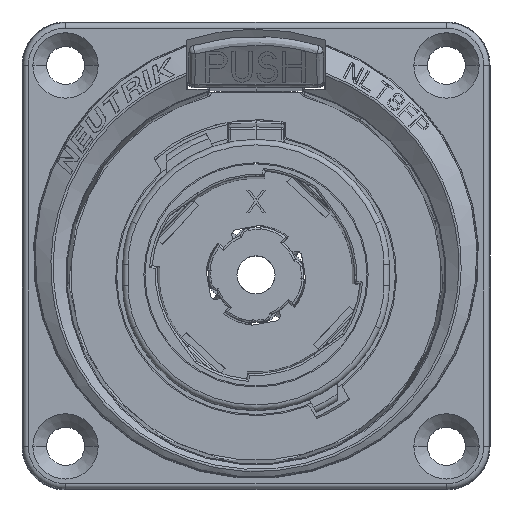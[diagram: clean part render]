
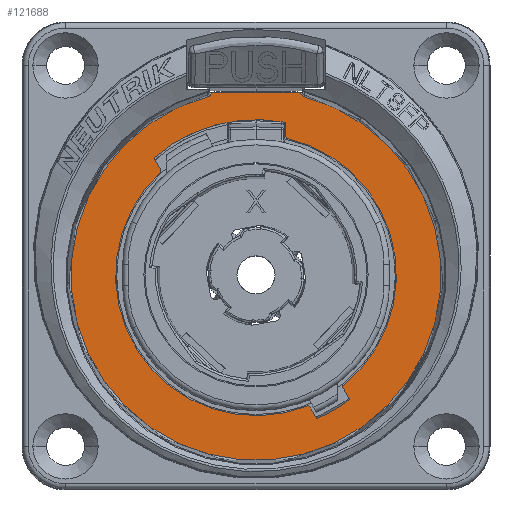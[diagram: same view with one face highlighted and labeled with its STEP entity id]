
A CAD part, top view. The second image highlights one B-rep face of the part: STEP entity #121688.
In plain terms, the highlighted planar face has unit normal (0, 0, 1).
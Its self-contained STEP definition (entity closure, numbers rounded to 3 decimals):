
#102106=CARTESIAN_POINT('',(0.,0.,-12.2));
#102107=DIRECTION('',(0.,0.,-1.));
#102108=DIRECTION('',(-0.648,0.761,0.));
#102109=AXIS2_PLACEMENT_3D('',#102106,#102107,#102108);
#102134=CARTESIAN_POINT('',(2.586,14.064,-12.2));
#102135=CARTESIAN_POINT('',(2.61,14.06,-12.2));
#102136=CARTESIAN_POINT('',(2.652,14.044,-12.2));
#102137=CARTESIAN_POINT('',(2.707,13.999,-12.2));
#102138=CARTESIAN_POINT('',(2.742,13.936,-12.2));
#102139=CARTESIAN_POINT('',(2.75,13.891,-12.2));
#102140=CARTESIAN_POINT('',(2.75,13.868,-12.2));
#102142=CARTESIAN_POINT('',(2.75,13.868,-12.2));
#102158=CARTESIAN_POINT('',(4.397,16.423,
-12.2));
#102159=CARTESIAN_POINT('',(4.359,16.434,
-12.2));
#102160=CARTESIAN_POINT('',(4.292,16.463,
-12.2));
#102161=CARTESIAN_POINT('',(4.21,16.528,
-12.2));
#102162=CARTESIAN_POINT('',(4.153,16.604,
-12.2));
#102163=CARTESIAN_POINT('',(4.118,16.683,
-12.2));
#102164=CARTESIAN_POINT('',(4.107,16.734,
-12.2));
#102165=CARTESIAN_POINT('',(4.103,16.759,
-12.2));
#102167=CARTESIAN_POINT('',(0.,0.,-12.2));
#102168=DIRECTION('',(0.,0.,1.));
#102169=DIRECTION('',(-0.259,0.966,0.));
#102170=AXIS2_PLACEMENT_3D('',#102167,#102168,#102169);
#102172=CARTESIAN_POINT('',(-4.103,16.759,
-12.2));
#102173=CARTESIAN_POINT('',(-4.108,16.719,
-12.2));
#102174=CARTESIAN_POINT('',(-4.13,16.644,
-12.2));
#102175=CARTESIAN_POINT('',(-4.194,16.543,
-12.2));
#102176=CARTESIAN_POINT('',(-4.285,16.466,
-12.2));
#102177=CARTESIAN_POINT('',(-4.357,16.434,
-12.2));
#102178=CARTESIAN_POINT('',(-4.397,16.423,
-12.2));
#102180=DIRECTION('',(1.,0.,0.));
#102181=VECTOR('',#102180,8.207);
#102182=CARTESIAN_POINT('',(-4.103,16.759,
-12.2));
#102183=LINE('',#102182,#102181);
#102184=DIRECTION('',(0.5,-0.866,
0.));
#102185=VECTOR('',#102184,1.104);
#102186=CARTESIAN_POINT('',(-9.315,10.635,-12.2));
#102187=LINE('',#102186,#102185);
#102188=CARTESIAN_POINT('',(-8.8,9.432,-12.2));
#102189=CARTESIAN_POINT('',(-8.783,9.448,-12.2));
#102190=CARTESIAN_POINT('',(-8.757,9.483,-12.2));
#102191=CARTESIAN_POINT('',(-8.735,9.547,-12.2));
#102192=CARTESIAN_POINT('',(-8.736,9.617,-12.2));
#102193=CARTESIAN_POINT('',(-8.752,9.658,-12.2));
#102194=CARTESIAN_POINT('',(-8.763,9.679,-12.2));
#102196=CARTESIAN_POINT('',(4.961,-12.094,-12.2));
#102197=CARTESIAN_POINT('',(4.949,-12.072,-12.2));
#102198=CARTESIAN_POINT('',(4.919,-12.037,-12.2));
#102199=CARTESIAN_POINT('',(4.855,-12.,-12.2));
#102200=CARTESIAN_POINT('',(4.783,-11.99,-12.2));
#102201=CARTESIAN_POINT('',(4.738,-11.998,-12.2));
#102202=CARTESIAN_POINT('',(4.715,-12.007,-12.2));
#102204=DIRECTION('',(0.5,-0.866,0.));
#102205=VECTOR('',#102204,1.238);
#102206=CARTESIAN_POINT('',(4.961,-12.094,-12.2));
#102207=LINE('',#102206,#102205);
#102208=CARTESIAN_POINT('',(0.,0.,-12.2));
#102209=DIRECTION('',(0.,0.,1.));
#102210=DIRECTION('',(0.39,-0.921,0.));
#102211=AXIS2_PLACEMENT_3D('',#102208,#102209,#102210);
#102213=DIRECTION('',(-0.5,0.866,
0.));
#102214=VECTOR('',#102213,1.238);
#102215=CARTESIAN_POINT('',(8.612,-11.416,-12.2));
#102216=LINE('',#102215,#102214);
#102217=CARTESIAN_POINT('',(8.041,-10.087,
-12.2));
#102218=CARTESIAN_POINT('',(8.022,-10.102,
-12.2));
#102219=CARTESIAN_POINT('',(7.992,-10.137,-12.2));
#102220=CARTESIAN_POINT('',(7.965,-10.204,-12.2));
#102221=CARTESIAN_POINT('',(7.964,-10.278,-12.2));
#102222=CARTESIAN_POINT('',(7.98,-10.322,-12.2));
#102223=CARTESIAN_POINT('',(7.993,-10.344,-12.2));
#102225=CARTESIAN_POINT('',(2.75,12.763,-12.2));
#102226=CARTESIAN_POINT('',(2.75,12.741,-12.2));
#102227=CARTESIAN_POINT('',(2.757,12.697,-12.2));
#102228=CARTESIAN_POINT('',(2.79,12.637,-12.2));
#102229=CARTESIAN_POINT('',(2.842,12.591,-12.2));
#102230=CARTESIAN_POINT('',(2.883,12.574,-12.2));
#102231=CARTESIAN_POINT('',(2.905,12.569,-12.2));
#102233=DIRECTION('',(0.,1.,0.));
#102234=VECTOR('',#102233,1.104);
#102235=CARTESIAN_POINT('',(2.75,12.763,-12.2));
#102236=LINE('',#102235,#102234);
#102237=CARTESIAN_POINT('',(4.103,16.759,
-12.2));
#102323=CARTESIAN_POINT('',(-4.103,16.759,
-12.2));
#102356=CARTESIAN_POINT('',(-9.315,10.635,-12.2));
#102357=CARTESIAN_POINT('',(-9.327,10.655,-12.2));
#102358=CARTESIAN_POINT('',(-9.343,10.698,-12.2));
#102359=CARTESIAN_POINT('',(-9.344,10.769,-12.2));
#102360=CARTESIAN_POINT('',(-9.319,10.836,-12.2));
#102361=CARTESIAN_POINT('',(-9.29,10.871,-12.2));
#102362=CARTESIAN_POINT('',(-9.272,10.887,-12.2));
#102392=CARTESIAN_POINT('',(0.,0.,-12.2));
#102393=DIRECTION('',(0.,0.,-1.));
#102394=DIRECTION('',(0.366,-0.931,0.));
#102395=AXIS2_PLACEMENT_3D('',#102392,#102393,#102394);
#102405=CARTESIAN_POINT('',(0.,0.,-12.2));
#102406=DIRECTION('',(0.,0.,-1.));
#102407=DIRECTION('',(0.225,0.974,0.));
#102408=AXIS2_PLACEMENT_3D('',#102405,#102406,#102407);
#103819=VERTEX_POINT('',#102323);
#103820=VERTEX_POINT('',#102237);
#103830=VERTEX_POINT('',#102225);
#103831=VERTEX_POINT('',#102231);
#104005=VERTEX_POINT('',#102142);
#104006=CARTESIAN_POINT('',(2.586,14.064,-12.2));
#104007=VERTEX_POINT('',#104006);
#104019=VERTEX_POINT('',#102356);
#104020=VERTEX_POINT('',#102362);
#104809=CARTESIAN_POINT('',(8.041,-10.087,-12.2));
#104810=VERTEX_POINT('',#104809);
#104815=CARTESIAN_POINT('',(4.715,-12.007,-12.2));
#104816=CARTESIAN_POINT('',(-8.8,9.432,-12.2));
#104817=VERTEX_POINT('',#104815);
#104818=VERTEX_POINT('',#104816);
#104997=CARTESIAN_POINT('',(5.581,-13.166,-12.2));
#104998=CARTESIAN_POINT('',(8.612,-11.416,-12.2));
#104999=VERTEX_POINT('',#104997);
#105000=VERTEX_POINT('',#104998);
#105001=VERTEX_POINT('',#102196);
#105002=VERTEX_POINT('',#102223);
#105003=VERTEX_POINT('',#102194);
#105014=VERTEX_POINT('',#102158);
#105015=CARTESIAN_POINT('',(-4.397,16.423,-12.2));
#105016=VERTEX_POINT('',#105015);
#121647=CARTESIAN_POINT('',(0.,0.,-12.2));
#121648=DIRECTION('',(0.,0.,-1.));
#121649=DIRECTION('',(0.,-1.,0.));
#121650=AXIS2_PLACEMENT_3D('',#121647,#121648,#121649);
#121651=PLANE('',#121650);
#121653=ORIENTED_EDGE('',*,*,#121652,.F.);
#121655=ORIENTED_EDGE('',*,*,#121654,.F.);
#121657=ORIENTED_EDGE('',*,*,#121656,.F.);
#121658=ORIENTED_EDGE('',*,*,#118009,.T.);
#121659=EDGE_LOOP('',(#121653,#121655,#121657,#121658));
#121660=FACE_OUTER_BOUND('',#121659,.F.);
#121661=ORIENTED_EDGE('',*,*,#121541,.F.);
#121663=ORIENTED_EDGE('',*,*,#121662,.F.);
#121665=ORIENTED_EDGE('',*,*,#121664,.T.);
#121667=ORIENTED_EDGE('',*,*,#121666,.F.);
#121669=ORIENTED_EDGE('',*,*,#121668,.F.);
#121671=ORIENTED_EDGE('',*,*,#121670,.F.);
#121673=ORIENTED_EDGE('',*,*,#121672,.T.);
#121675=ORIENTED_EDGE('',*,*,#121674,.T.);
#121677=ORIENTED_EDGE('',*,*,#121676,.T.);
#121679=ORIENTED_EDGE('',*,*,#121678,.F.);
#121681=ORIENTED_EDGE('',*,*,#121680,.F.);
#121683=ORIENTED_EDGE('',*,*,#121682,.F.);
#121684=ORIENTED_EDGE('',*,*,#121638,.T.);
#121685=ORIENTED_EDGE('',*,*,#121627,.F.);
#121686=EDGE_LOOP('',(#121661,#121663,#121665,#121667,#121669,#121671,#121673,
#121675,#121677,#121679,#121681,#121683,#121684,#121685));
#121687=FACE_BOUND('',#121686,.F.);
#121688=ADVANCED_FACE('',(#121660,#121687),#121651,.F.);
#102110=CIRCLE('',#102109,14.3);
#102141=B_SPLINE_CURVE_WITH_KNOTS('',3,(#102134,#102135,#102136,#102137,#102138,
#102139,#102140),.UNSPECIFIED.,.F.,.F.,(4,1,1,1,4),(0.,0.25,0.5,0.75,
1.),.UNSPECIFIED.);
#102166=B_SPLINE_CURVE_WITH_KNOTS('',3,(#102158,#102159,#102160,#102161,#102162,
#102163,#102164,#102165),.UNSPECIFIED.,.F.,.F.,(4,1,1,1,1,4),(0.,0.2,0.4,
0.6,0.8,1.),.UNSPECIFIED.);
#102171=CIRCLE('',#102170,17.002);
#102179=B_SPLINE_CURVE_WITH_KNOTS('',3,(#102172,#102173,#102174,#102175,#102176,
#102177,#102178),.UNSPECIFIED.,.F.,.F.,(4,1,1,1,4),(0.,0.25,0.5,0.75,
1.),.UNSPECIFIED.);
#102195=B_SPLINE_CURVE_WITH_KNOTS('',3,(#102188,#102189,#102190,#102191,#102192,
#102193,#102194),.UNSPECIFIED.,.F.,.F.,(4,1,1,1,4),(0.,0.25,0.5,0.75,
1.),.UNSPECIFIED.);
#102203=B_SPLINE_CURVE_WITH_KNOTS('',3,(#102196,#102197,#102198,#102199,#102200,
#102201,#102202),.UNSPECIFIED.,.F.,.F.,(4,1,1,1,4),(0.,0.25,0.5,0.75,
1.),.UNSPECIFIED.);
#102212=CIRCLE('',#102211,14.3);
#102224=B_SPLINE_CURVE_WITH_KNOTS('',3,(#102217,#102218,#102219,#102220,#102221,
#102222,#102223),.UNSPECIFIED.,.F.,.F.,(4,1,1,1,4),(0.,0.25,0.5,0.75,
1.),.UNSPECIFIED.);
#102232=B_SPLINE_CURVE_WITH_KNOTS('',3,(#102225,#102226,#102227,#102228,#102229,
#102230,#102231),.UNSPECIFIED.,.F.,.F.,(4,1,1,1,4),(0.,0.25,0.5,0.75,
1.),.UNSPECIFIED.);
#102363=B_SPLINE_CURVE_WITH_KNOTS('',3,(#102356,#102357,#102358,#102359,#102360,
#102361,#102362),.UNSPECIFIED.,.F.,.F.,(4,1,1,1,4),(0.,0.25,0.5,0.75,
1.),.UNSPECIFIED.);
#102396=CIRCLE('',#102395,12.9);
#102409=CIRCLE('',#102408,12.9);
#118009=EDGE_CURVE('',#103819,#103820,#102183,.T.);
#121541=EDGE_CURVE('',#104020,#104007,#102110,.T.);
#121627=EDGE_CURVE('',#104007,#104005,#102141,.T.);
#121638=EDGE_CURVE('',#103830,#104005,#102236,.T.);
#121652=EDGE_CURVE('',#105014,#103820,#102166,.T.);
#121654=EDGE_CURVE('',#105016,#105014,#102171,.T.);
#121656=EDGE_CURVE('',#103819,#105016,#102179,.T.);
#121662=EDGE_CURVE('',#104019,#104020,#102363,.T.);
#121664=EDGE_CURVE('',#104019,#105003,#102187,.T.);
#121666=EDGE_CURVE('',#104818,#105003,#102195,.T.);
#121668=EDGE_CURVE('',#104817,#104818,#102396,.T.);
#121670=EDGE_CURVE('',#105001,#104817,#102203,.T.);
#121672=EDGE_CURVE('',#105001,#104999,#102207,.T.);
#121674=EDGE_CURVE('',#104999,#105000,#102212,.T.);
#121676=EDGE_CURVE('',#105000,#105002,#102216,.T.);
#121678=EDGE_CURVE('',#104810,#105002,#102224,.T.);
#121680=EDGE_CURVE('',#103831,#104810,#102409,.T.);
#121682=EDGE_CURVE('',#103830,#103831,#102232,.T.);
